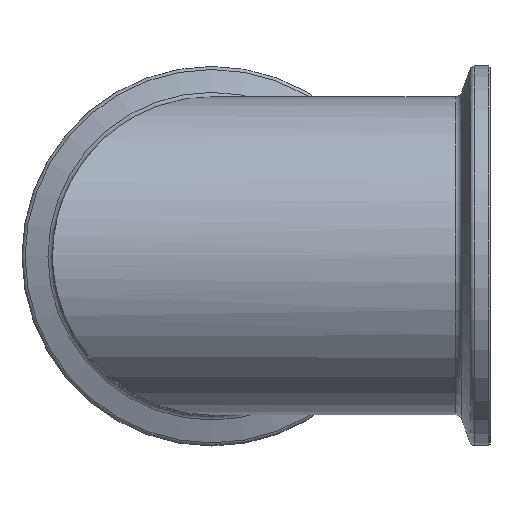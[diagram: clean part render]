
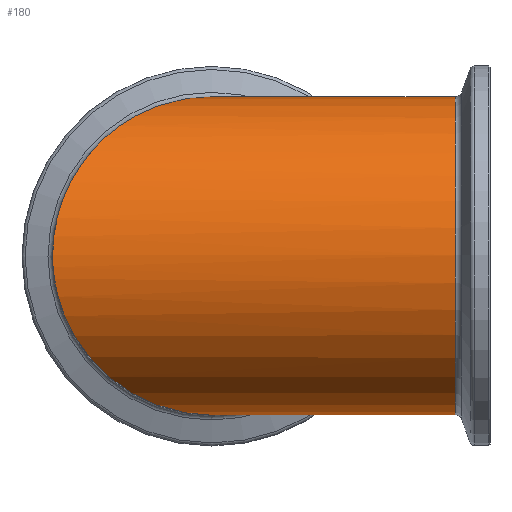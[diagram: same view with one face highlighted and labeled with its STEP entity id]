
A CAD part, top view. The second image highlights one B-rep face of the part: STEP entity #180.
In plain terms, the highlighted cylindrical face has radius 67.5 mm (diameter 135 mm), a full revolution.
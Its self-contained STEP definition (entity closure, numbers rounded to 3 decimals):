
#30=ELLIPSE('',#211,95.459,67.5);
#32=ORIENTED_EDGE('',*,*,#64,.T.);
#33=ORIENTED_EDGE('',*,*,#65,.F.);
#64=EDGE_CURVE('',#80,#80,#96,.T.);
#65=EDGE_CURVE('',#81,#81,#30,.T.);
#80=VERTEX_POINT('',#310);
#81=VERTEX_POINT('',#312);
#96=CIRCLE('',#210,67.5);
#110=EDGE_LOOP('',(#32));
#111=EDGE_LOOP('',(#33));
#142=FACE_BOUND('',#110,.T.);
#143=FACE_BOUND('',#111,.T.);
#174=CYLINDRICAL_SURFACE('',#209,67.5);
#180=ADVANCED_FACE('',(#142,#143),#174,.T.);
#209=AXIS2_PLACEMENT_3D('',#308,#243,#244);
#210=AXIS2_PLACEMENT_3D('',#309,#245,#246);
#211=AXIS2_PLACEMENT_3D('',#311,#247,#248);
#243=DIRECTION('',(-1.,0.,0.));
#244=DIRECTION('',(0.,0.,1.));
#245=DIRECTION('',(-1.,0.,0.));
#246=DIRECTION('',(0.,0.,1.));
#247=DIRECTION('',(-0.707,0.,-0.707));
#248=DIRECTION('',(-0.707,0.,0.707));
#308=CARTESIAN_POINT('',(0.,0.,0.));
#309=CARTESIAN_POINT('',(103.21,0.,0.));
#310=CARTESIAN_POINT('',(103.21,0.,67.5));
#311=CARTESIAN_POINT('',(0.,0.,0.));
#312=CARTESIAN_POINT('',(-67.5,0.,67.5));
